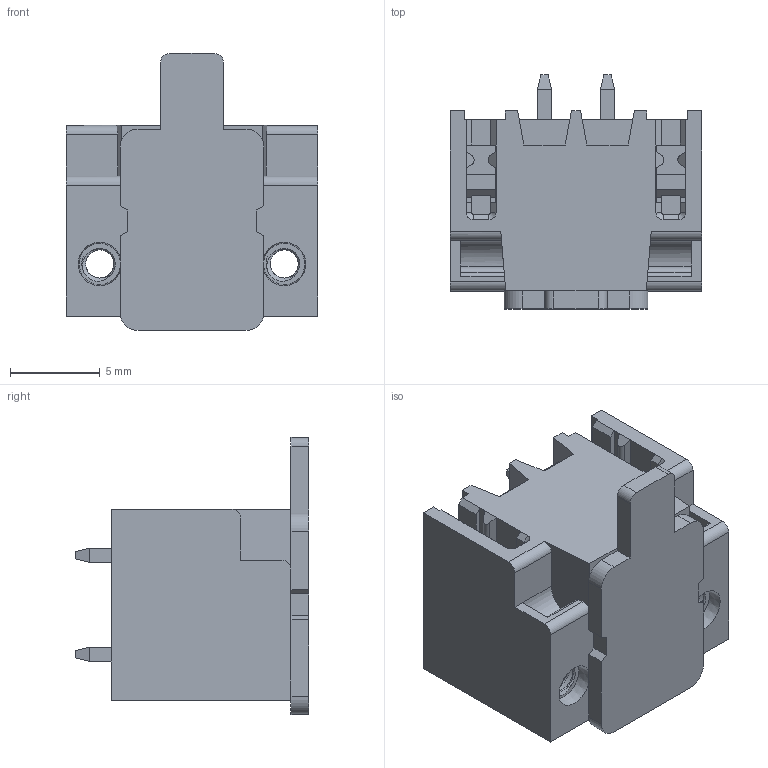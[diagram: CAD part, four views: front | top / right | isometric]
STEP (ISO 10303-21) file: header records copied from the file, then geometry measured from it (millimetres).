
FILE_DESCRIPTION(/* description */ ('Unknown'),/* implementation_level */ '2;1');
FILE_NAME(/* name */ '691778130004',/* time_stamp */ '2024-07-24T15:43:32+02:00',/* author */ ('Unknown'),/* organization */ ('Unknown'),/* preprocessor_version */ 'ST-DEVELOPER v19.4',/* originating_system */ 'Solid Edge',/* authorisation */ 'Unknown');
FILE_SCHEMA (('AUTOMOTIVE_DESIGN {1 0 10303 214 3 1 1}'));
Length unit declared in the file: millimetre
Products named in the file (5): 6917781300xx; 691778130004; 6917781300xx_Pin; 6913781300xx_Nut; 6917781000xx_Cap Even
Assembly tree (8 placements, depth 2):
  6917781300xx
    691778130004
    6917781300xx_Pin  x4
    6913781300xx_Nut  x2
    6917781000xx_Cap Even
Bounding box: 14 x 13 x 15.4 mm (x, y, z)
Volume: 883.7 mm3; surface area: 2252.9 mm2
Topology: 8 solids, 8 shells, 429 faces, 1102 edges, 700 vertices
Faces by surface type: plane 327, cylinder 78, torus 12, cone 8, bspline 4
Full cylindrical faces by diameter (mm): 0.9 x2, 1.83 x4, 2 x4
Entity records: 12458 total; most frequent: CARTESIAN_POINT 3097, ORIENTED_EDGE 1914, DIRECTION 1858, EDGE_CURVE 957, LINE 786, VECTOR 786, VERTEX_POINT 620, AXIS2_PLACEMENT_3D 536
